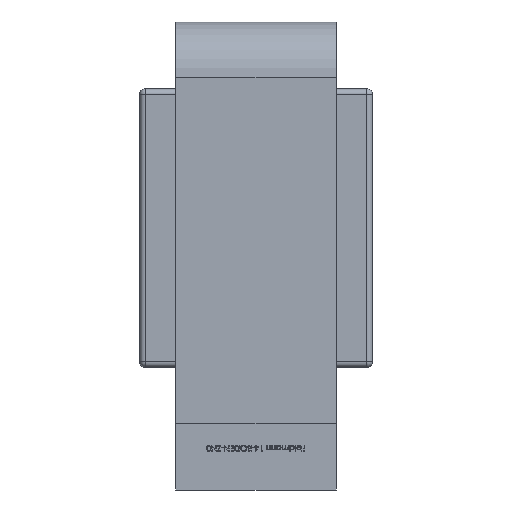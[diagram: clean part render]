
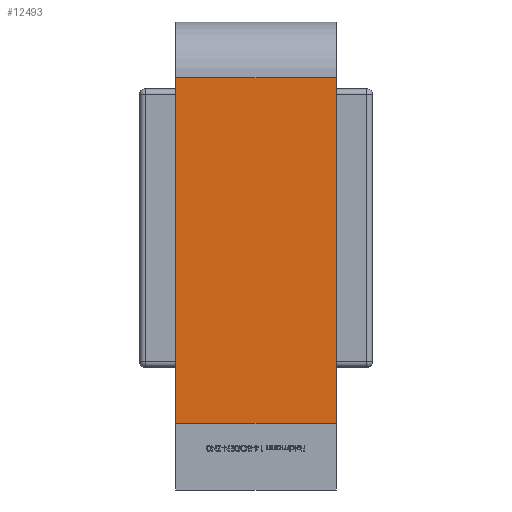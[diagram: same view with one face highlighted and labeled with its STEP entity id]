
A CAD part, front view. The second image highlights one B-rep face of the part: STEP entity #12493.
In plain terms, the highlighted planar face has unit normal (0, -1, 0).
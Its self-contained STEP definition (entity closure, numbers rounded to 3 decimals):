
#193 = DIRECTION ( 'NONE',  ( -1., 0., 0. ) ) ;
#252 = CARTESIAN_POINT ( 'NONE',  ( 7.2, -5., 31. ) ) ;
#348 = VERTEX_POINT ( 'NONE', #1702 ) ;
#380 = EDGE_CURVE ( 'NONE', #348, #10002, #2962, .T. ) ;
#711 = CARTESIAN_POINT ( 'NONE',  ( -7.2, -5., 0. ) ) ;
#923 = EDGE_CURVE ( 'NONE', #4032, #10002, #3132, .T. ) ;
#1046 = CARTESIAN_POINT ( 'NONE',  ( 7.2, -5., 31. ) ) ;
#1237 = CARTESIAN_POINT ( 'NONE',  ( 7.2, -5., 0. ) ) ;
#1702 = CARTESIAN_POINT ( 'NONE',  ( -7.2, -5., 31. ) ) ;
#1770 = VECTOR ( 'NONE', #7195, 1000. ) ;
#1858 = CARTESIAN_POINT ( 'NONE',  ( 7.2, -5., 31. ) ) ;
#1992 = DIRECTION ( 'NONE',  ( 0., 1., 0. ) ) ;
#2440 = DIRECTION ( 'NONE',  ( 0., 0., -1. ) ) ;
#2762 = EDGE_LOOP ( 'NONE', ( #7926, #10483, #5729, #12445 ) ) ;
#2962 = LINE ( 'NONE', #10394, #1770 ) ;
#3132 = LINE ( 'NONE', #11776, #11263 ) ;
#3387 = VERTEX_POINT ( 'NONE', #1858 ) ;
#3425 = CARTESIAN_POINT ( 'NONE',  ( 7.2, -5., 31. ) ) ;
#4032 = VERTEX_POINT ( 'NONE', #1237 ) ;
#4273 = PLANE ( 'NONE',  #6351 ) ;
#5729 = ORIENTED_EDGE ( 'NONE', *, *, #13620, .F. ) ;
#5933 = EDGE_CURVE ( 'NONE', #3387, #348, #6992, .T. ) ;
#6351 = AXIS2_PLACEMENT_3D ( 'NONE', #1046, #1992, #11903 ) ;
#6992 = LINE ( 'NONE', #3425, #12425 ) ;
#7195 = DIRECTION ( 'NONE',  ( 0., 0., -1. ) ) ;
#7926 = ORIENTED_EDGE ( 'NONE', *, *, #380, .T. ) ;
#10002 = VERTEX_POINT ( 'NONE', #711 ) ;
#10394 = CARTESIAN_POINT ( 'NONE',  ( -7.2, -5., 31. ) ) ;
#10483 = ORIENTED_EDGE ( 'NONE', *, *, #923, .F. ) ;
#11263 = VECTOR ( 'NONE', #11632, 1000. ) ;
#11354 = VECTOR ( 'NONE', #2440, 1000. ) ;
#11383 = FACE_OUTER_BOUND ( 'NONE', #2762, .T. ) ;
#11632 = DIRECTION ( 'NONE',  ( -1., 0., 0. ) ) ;
#11776 = CARTESIAN_POINT ( 'NONE',  ( 7.2, -5., 0. ) ) ;
#11903 = DIRECTION ( 'NONE',  ( 0., 0., 1. ) ) ;
#12425 = VECTOR ( 'NONE', #193, 1000. ) ;
#12445 = ORIENTED_EDGE ( 'NONE', *, *, #5933, .T. ) ;
#12493 = ADVANCED_FACE ( 'NONE', ( #11383 ), #4273, .F. ) ;
#13064 = LINE ( 'NONE', #252, #11354 ) ;
#13620 = EDGE_CURVE ( 'NONE', #3387, #4032, #13064, .T. ) ;
